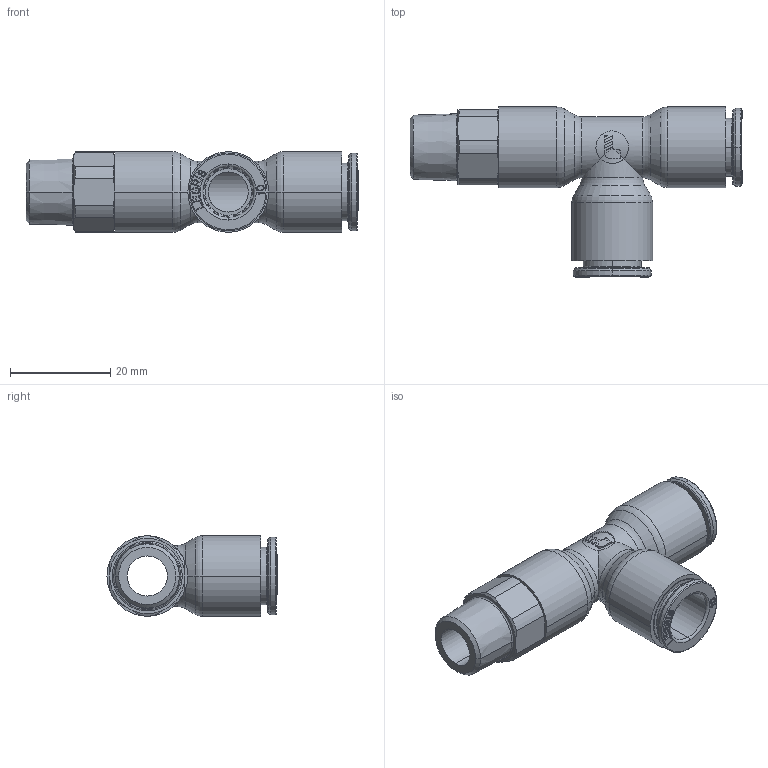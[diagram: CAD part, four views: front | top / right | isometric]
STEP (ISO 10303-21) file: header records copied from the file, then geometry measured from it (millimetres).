
FILE_DESCRIPTION(('STEP AP214'),'1');
FILE_NAME('6803_10_13.stp','2016-07-07T14:40:09',('TraceParts'),('TraceParts S.A.'),'Spatial InterOp 3D',' ',' ');
FILE_SCHEMA(('automotive_design'));
Length unit declared in the file: millimetre
Products named in the file (13): 6803 10 13|44110-19_ASM_752#44110-19_ASM|44110-32_748#44110-32;Solide1; 6803 10 13|44110-19_ASM_752#44110-19_ASM|44110_749#44110;Solide1; 6803 10 13|44110-19_ASM_752#44110-19_ASM|44110-30_750#44110-30;Solide1; 6803 10 13|44110-19_ASM_752#44110-19_ASM|44110-40_751#44110-40;Solide1; 6803 10 13|44110-19_ASM_755#44110-19_ASM|44110-32_748#44110-32;Solide1; 6803 10 13|44110-19_ASM_755#44110-19_ASM|44110_749#44110;Solide1; 6803 10 13|44110-19_ASM_755#44110-19_ASM|44110-30_750#44110-30;Solide1; 6803 10 13|44110-19_ASM_755#44110-19_ASM|44110-40_751#44110-40;Solide1; 6803 10 13|44520-04_747#44520-04;Solide1; 6803 10 13|44320-16-69_753#44320-16-69;Solide1; 6803 10 13|44110-11-10-ASM_754#44110-11-10-ASM;Solide1; 6803 10 13|44110-11-10-ASM_756#44110-11-10-ASM;Solide1; 6803 10 13|44110-11-10-ASM_757#44110-11-10-ASM;Solide1
Bounding box: 66.25 x 33.95 x 16.1 mm (x, y, z)
Volume: 8390.2 mm3; surface area: 13077.7 mm2
Topology: 13 solids, 13 shells, 1442 faces, 3656 edges, 2288 vertices
Faces by surface type: plane 573, cylinder 265, torus 220, cone 204, bspline 180
Entity records: 63152 total; most frequent: CARTESIAN_POINT 17022, ORIENTED_EDGE 7312, DIRECTION 6993, EDGE_CURVE 3656, AXIS2_PLACEMENT_3D 2504, VERTEX_POINT 2288, LINE 1985, VECTOR 1985
